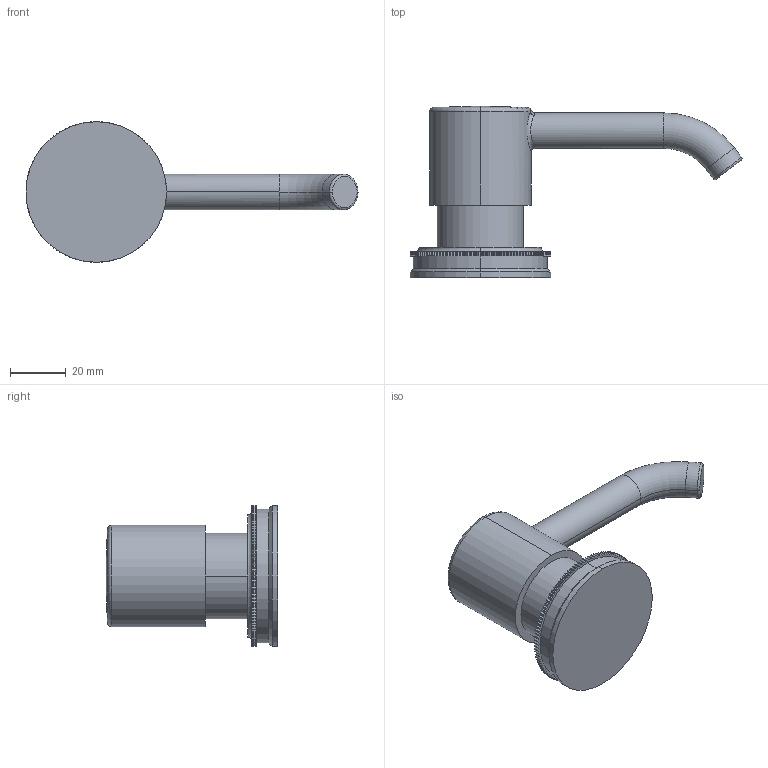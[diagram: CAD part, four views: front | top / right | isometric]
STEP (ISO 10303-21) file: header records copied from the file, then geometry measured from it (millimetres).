
FILE_DESCRIPTION((''),'2;1');
FILE_NAME('2940-5721','2021-04-27T10:28:46',('jinson.thomas'),(''),'CREO PARAMETRIC BY PTC INC, 2018400','CREO PARAMETRIC BY PTC INC, 2018400','');
FILE_SCHEMA(('CONFIG_CONTROL_DESIGN'));
Length unit declared in the file: inch
Products named in the file (1): 2940-5721
Bounding box: 118.78 x 61.37 x 50.29 mm (x, y, z)
Volume: 77045.9 mm3; surface area: 14794.9 mm2
Topology: 1 solids, 1 shells, 394 faces, 1149 edges, 759 vertices
Faces by surface type: plane 246, cylinder 132, torus 8, bspline 4, cone 2, sphere 2
Entity records: 13293 total; most frequent: CARTESIAN_POINT 2585, ORIENTED_EDGE 2294, DIRECTION 2204, EDGE_CURVE 1147, VECTOR 854, LINE 854, VERTEX_POINT 759, AXIS2_PLACEMENT_3D 675
